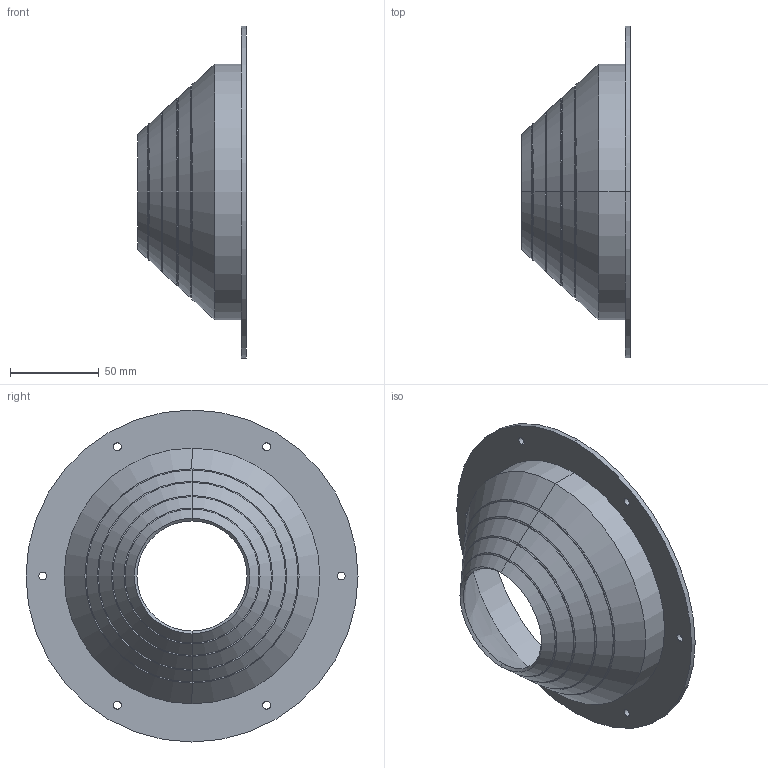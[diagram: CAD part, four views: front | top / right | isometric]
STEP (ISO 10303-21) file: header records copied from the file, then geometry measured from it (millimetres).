
FILE_DESCRIPTION (( 'STEP AP203' ), '1' );
FILE_NAME ('Dummy-PIPEtite-(70-135)-BODY.STEP', '2012-10-03T01:07:59', ( 'user' ), ( '' ), 'SwSTEP 2.0', 'SolidWorks 2012', '' );
FILE_SCHEMA (( 'CONFIG_CONTROL_DESIGN' ));
Length unit declared in the file: millimetre
Products named in the file (1): Dummy-PIPEtite-(70-135)-BODY
Bounding box: 61.34 x 187 x 187 mm (x, y, z)
Volume: 84372.7 mm3; surface area: 78051 mm2
Topology: 1 solids, 1 shells, 52 faces, 116 edges, 66 vertices
Faces by surface type: cylinder 20, torus 16, cone 14, plane 2
Entity records: 1555 total; most frequent: DIRECTION 304, CARTESIAN_POINT 235, ORIENTED_EDGE 232, AXIS2_PLACEMENT_3D 135, EDGE_CURVE 116, CIRCLE 82, VERTEX_POINT 66, EDGE_LOOP 66
